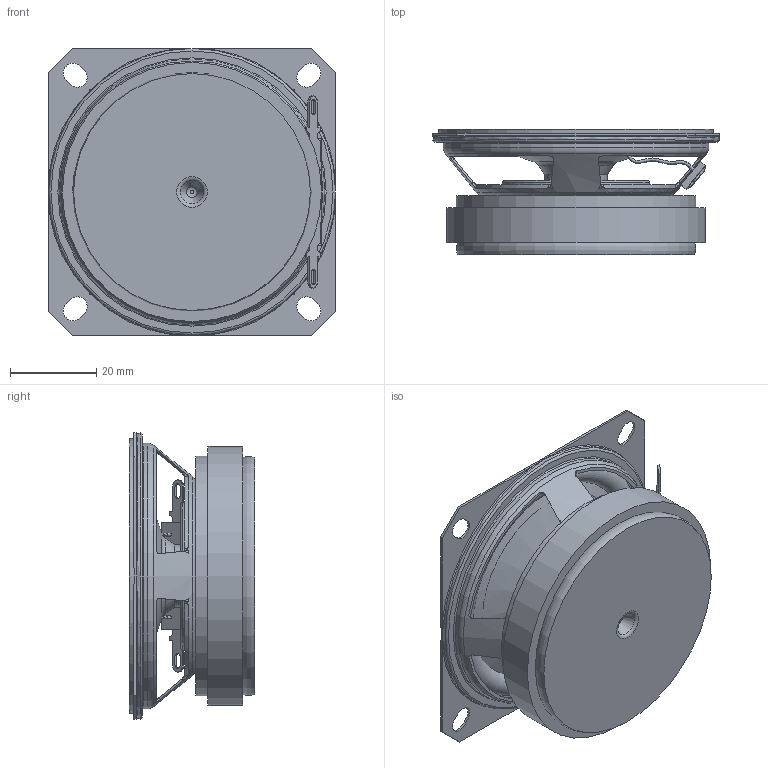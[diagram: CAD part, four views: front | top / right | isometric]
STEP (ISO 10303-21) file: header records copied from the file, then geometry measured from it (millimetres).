
FILE_DESCRIPTION(/* description */ (''),/* implementation_level */ '2;1');
FILE_NAME(/* name */ 'AS06608PS-R.stp',/* time_stamp */ '2020-10-22T13:17:42-04:00',/* author */ ('VanDenBroek'),/* organization */ (''),/* preprocessor_version */ 'ST-DEVELOPER v16.1',/* originating_system */ 'Autodesk Inventor 2016',/* authorisation */ '');
FILE_SCHEMA (('AUTOMOTIVE_DESIGN { 1 0 10303 214 3 1 1 }'));
Length unit declared in the file: millimetre
Products named in the file (1): AS06608PS-R1
Bounding box: 66.3 x 29 x 66.3 mm (x, y, z)
Volume: 40139.9 mm3; surface area: 28477.5 mm2
Topology: 4 solids, 5 shells, 322 faces, 779 edges, 490 vertices
Faces by surface type: plane 144, cylinder 73, torus 57, bspline 33, cone 15
Full cylindrical faces by diameter (mm): 13.74 x1, 13.94 x1, 14.54 x3, 14.74 x1, 14.94 x1, 17.931 x1, 18.331 x1, 19.831 x1, 20.231 x1, 22.531 x1, 22.931 x1, 24.431 x1, 24.831 x1, 27.131 x1, 27.531 x1, 29.031 x1, 29.431 x1, 31.731 x1, 32.131 x1, 41.473 x1, 55.4 x1, 60 x1, 60.4 x1, 60.9 x1, 61.5 x1, 63.5 x1, 64.6 x1, 65.2 x1, 66.3 x1
Entity records: 10502 total; most frequent: CARTESIAN_POINT 3461, DIRECTION 1341, ORIENTED_EDGE 1304, EDGE_CURVE 652, AXIS2_PLACEMENT_3D 538, EDGE_LOOP 492, VERTEX_POINT 482, FACE_OUTER_BOUND 322
